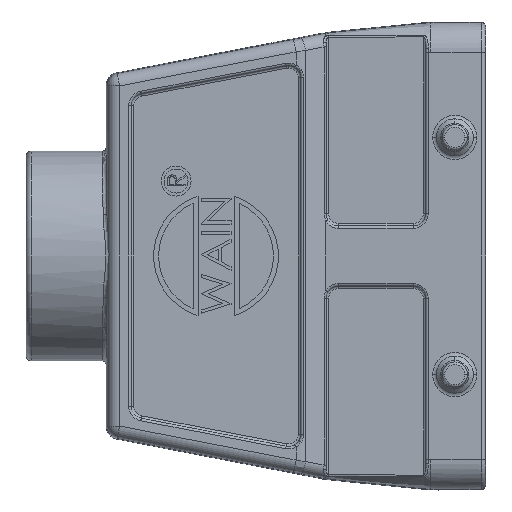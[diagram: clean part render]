
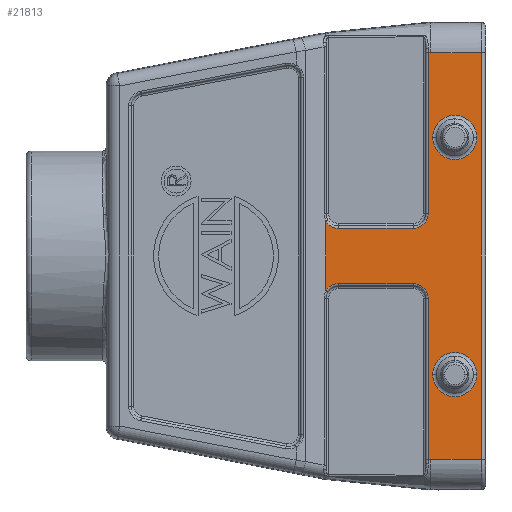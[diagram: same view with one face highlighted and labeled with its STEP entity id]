
A CAD part, left-side view. The second image highlights one B-rep face of the part: STEP entity #21813.
In plain terms, the highlighted planar face has unit normal (-1, 0, 0).
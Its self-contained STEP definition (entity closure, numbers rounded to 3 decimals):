
#4593=DIRECTION('',(0.,0.,1.));
#4594=VECTOR('',#4593,13.777);
#4595=CARTESIAN_POINT('',(-21.5,-22.585,-6.888));
#4596=LINE('',#4595,#4594);
#4619=CARTESIAN_POINT('',(-21.5,-48.385,-23.75));
#4620=DIRECTION('',(1.,0.,0.));
#4621=DIRECTION('',(0.,1.,0.));
#4622=AXIS2_PLACEMENT_3D('',#4619,#4620,#4621);
#4624=CARTESIAN_POINT('',(-21.5,-48.385,-23.75));
#4625=DIRECTION('',(1.,0.,0.));
#4626=DIRECTION('',(0.,-1.,0.));
#4627=AXIS2_PLACEMENT_3D('',#4624,#4625,#4626);
#4629=CARTESIAN_POINT('',(-21.5,-48.385,23.75));
#4630=DIRECTION('',(1.,0.,0.));
#4631=DIRECTION('',(0.,1.,0.));
#4632=AXIS2_PLACEMENT_3D('',#4629,#4630,#4631);
#4634=CARTESIAN_POINT('',(-21.5,-48.385,23.75));
#4635=DIRECTION('',(1.,0.,0.));
#4636=DIRECTION('',(0.,-1.,0.));
#4637=AXIS2_PLACEMENT_3D('',#4634,#4635,#4636);
#4639=DIRECTION('',(0.,0.,1.));
#4640=VECTOR('',#4639,81.424);
#4641=CARTESIAN_POINT('',(-21.5,-53.685,-40.712));
#4642=LINE('',#4641,#4640);
#4643=DIRECTION('',(0.,1.,0.));
#4644=VECTOR('',#4643,10.1);
#4645=CARTESIAN_POINT('',(-21.5,-53.685,-40.712));
#4646=LINE('',#4645,#4644);
#4647=DIRECTION('',(0.,-0.998,0.058));
#4648=VECTOR('',#4647,0.526);
#4649=CARTESIAN_POINT('',(-21.5,-43.059,-40.743));
#4650=LINE('',#4649,#4648);
#4651=CARTESIAN_POINT('',(-21.5,-40.085,-8.5));
#4652=DIRECTION('',(1.,0.,0.));
#4653=DIRECTION('',(0.,0.,1.));
#4654=AXIS2_PLACEMENT_3D('',#4651,#4652,#4653);
#4656=CARTESIAN_POINT('',(-21.5,-25.085,-8.5));
#4657=DIRECTION('',(1.,0.,0.));
#4658=DIRECTION('',(0.,0.84,0.542));
#4659=AXIS2_PLACEMENT_3D('',#4656,#4657,#4658);
#4661=CARTESIAN_POINT('',(-21.5,-25.085,8.5));
#4662=DIRECTION('',(1.,0.,0.));
#4663=DIRECTION('',(0.,0.,-1.));
#4664=AXIS2_PLACEMENT_3D('',#4661,#4662,#4663);
#4666=CARTESIAN_POINT('',(-21.5,-40.085,8.5));
#4667=DIRECTION('',(1.,0.,0.));
#4668=DIRECTION('',(0.,-1.,0.));
#4669=AXIS2_PLACEMENT_3D('',#4666,#4667,#4668);
#4671=DIRECTION('',(0.,0.998,0.058));
#4672=VECTOR('',#4671,0.526);
#4673=CARTESIAN_POINT('',(-21.5,-43.585,40.712));
#4674=LINE('',#4673,#4672);
#4922=DIRECTION('',(0.,1.,0.));
#4923=VECTOR('',#4922,10.1);
#4924=CARTESIAN_POINT('',(-21.5,-53.685,40.712));
#4925=LINE('',#4924,#4923);
#5206=DIRECTION('',(0.,-1.,0.));
#5207=VECTOR('',#5206,15.);
#5208=CARTESIAN_POINT('',(-21.5,-25.085,5.526));
#5209=LINE('',#5208,#5207);
#5229=DIRECTION('',(0.,0.,1.));
#5230=VECTOR('',#5229,32.243);
#5231=CARTESIAN_POINT('',(-21.5,-43.059,8.5));
#5232=LINE('',#5231,#5230);
#9190=DIRECTION('',(0.,0.,1.));
#9191=VECTOR('',#9190,32.243);
#9192=CARTESIAN_POINT('',(-21.5,-43.059,-40.743));
#9193=LINE('',#9192,#9191);
#9373=DIRECTION('',(0.,1.,0.));
#9374=VECTOR('',#9373,15.);
#9375=CARTESIAN_POINT('',(-21.5,-40.085,-5.526));
#9376=LINE('',#9375,#9374);
#10403=CARTESIAN_POINT('',(-21.5,-52.799,-23.75));
#10404=CARTESIAN_POINT('',(-21.5,-43.97,-23.75));
#10405=VERTEX_POINT('',#10403);
#10406=VERTEX_POINT('',#10404);
#10415=CARTESIAN_POINT('',(-21.5,-52.799,23.75));
#10416=CARTESIAN_POINT('',(-21.5,-43.97,23.75));
#10417=VERTEX_POINT('',#10415);
#10418=VERTEX_POINT('',#10416);
#10581=CARTESIAN_POINT('',(-21.5,-22.585,-6.888));
#10582=CARTESIAN_POINT('',(-21.5,-25.085,-5.526));
#10583=VERTEX_POINT('',#10581);
#10584=VERTEX_POINT('',#10582);
#10585=CARTESIAN_POINT('',(-21.5,-40.085,-5.526));
#10586=VERTEX_POINT('',#10585);
#10587=CARTESIAN_POINT('',(-21.5,-43.059,-8.5));
#10588=VERTEX_POINT('',#10587);
#10616=CARTESIAN_POINT('',(-21.5,-43.585,40.712));
#10617=CARTESIAN_POINT('',(-21.5,-43.059,40.743));
#10618=VERTEX_POINT('',#10616);
#10619=VERTEX_POINT('',#10617);
#10626=CARTESIAN_POINT('',(-21.5,-43.059,-40.743));
#10627=VERTEX_POINT('',#10626);
#10632=CARTESIAN_POINT('',(-21.5,-43.059,8.5));
#10633=VERTEX_POINT('',#10632);
#10634=CARTESIAN_POINT('',(-21.5,-40.085,5.526));
#10635=VERTEX_POINT('',#10634);
#10636=CARTESIAN_POINT('',(-21.5,-25.085,5.526));
#10637=VERTEX_POINT('',#10636);
#10638=CARTESIAN_POINT('',(-21.5,-22.585,6.888));
#10639=VERTEX_POINT('',#10638);
#10644=CARTESIAN_POINT('',(-21.5,-43.585,-40.712));
#10645=VERTEX_POINT('',#10644);
#11633=CARTESIAN_POINT('',(-21.5,-53.685,-40.712));
#11634=VERTEX_POINT('',#11633);
#11637=CARTESIAN_POINT('',(-21.5,-53.685,40.712));
#11638=VERTEX_POINT('',#11637);
#21768=CARTESIAN_POINT('',(-21.5,-43.585,-40.712));
#21769=DIRECTION('',(1.,0.,0.));
#21770=DIRECTION('',(0.,1.,0.));
#21771=AXIS2_PLACEMENT_3D('',#21768,#21769,#21770);
#21772=PLANE('',#21771);
#21774=ORIENTED_EDGE('',*,*,#21773,.F.);
#21776=ORIENTED_EDGE('',*,*,#21775,.T.);
#21777=ORIENTED_EDGE('',*,*,#21607,.F.);
#21779=ORIENTED_EDGE('',*,*,#21778,.T.);
#21781=ORIENTED_EDGE('',*,*,#21780,.F.);
#21783=ORIENTED_EDGE('',*,*,#21782,.T.);
#21785=ORIENTED_EDGE('',*,*,#21784,.F.);
#21786=ORIENTED_EDGE('',*,*,#21747,.T.);
#21788=ORIENTED_EDGE('',*,*,#21787,.F.);
#21790=ORIENTED_EDGE('',*,*,#21789,.T.);
#21792=ORIENTED_EDGE('',*,*,#21791,.F.);
#21794=ORIENTED_EDGE('',*,*,#21793,.T.);
#21796=ORIENTED_EDGE('',*,*,#21795,.F.);
#21798=ORIENTED_EDGE('',*,*,#21797,.F.);
#21799=EDGE_LOOP('',(#21774,#21776,#21777,#21779,#21781,#21783,#21785,#21786,
#21788,#21790,#21792,#21794,#21796,#21798));
#21800=FACE_OUTER_BOUND('',#21799,.F.);
#21802=ORIENTED_EDGE('',*,*,#21801,.F.);
#21804=ORIENTED_EDGE('',*,*,#21803,.F.);
#21805=EDGE_LOOP('',(#21802,#21804));
#21806=FACE_BOUND('',#21805,.F.);
#21808=ORIENTED_EDGE('',*,*,#21807,.F.);
#21810=ORIENTED_EDGE('',*,*,#21809,.F.);
#21811=EDGE_LOOP('',(#21808,#21810));
#21812=FACE_BOUND('',#21811,.F.);
#4623=CIRCLE('',#4622,4.414);
#4628=CIRCLE('',#4627,4.414);
#4633=CIRCLE('',#4632,4.414);
#4638=CIRCLE('',#4637,4.414);
#4655=CIRCLE('',#4654,2.974);
#4660=CIRCLE('',#4659,2.974);
#4665=CIRCLE('',#4664,2.974);
#4670=CIRCLE('',#4669,2.974);
#21607=EDGE_CURVE('',#10627,#10645,#4650,.T.);
#21747=EDGE_CURVE('',#10583,#10639,#4596,.T.);
#21773=EDGE_CURVE('',#11634,#11638,#4642,.T.);
#21775=EDGE_CURVE('',#11634,#10645,#4646,.T.);
#21778=EDGE_CURVE('',#10627,#10588,#9193,.T.);
#21780=EDGE_CURVE('',#10586,#10588,#4655,.T.);
#21782=EDGE_CURVE('',#10586,#10584,#9376,.T.);
#21784=EDGE_CURVE('',#10583,#10584,#4660,.T.);
#21787=EDGE_CURVE('',#10637,#10639,#4665,.T.);
#21789=EDGE_CURVE('',#10637,#10635,#5209,.T.);
#21791=EDGE_CURVE('',#10633,#10635,#4670,.T.);
#21793=EDGE_CURVE('',#10633,#10619,#5232,.T.);
#21795=EDGE_CURVE('',#10618,#10619,#4674,.T.);
#21797=EDGE_CURVE('',#11638,#10618,#4925,.T.);
#21801=EDGE_CURVE('',#10418,#10417,#4633,.T.);
#21803=EDGE_CURVE('',#10417,#10418,#4638,.T.);
#21807=EDGE_CURVE('',#10406,#10405,#4623,.T.);
#21809=EDGE_CURVE('',#10405,#10406,#4628,.T.);
#21813=ADVANCED_FACE('',(#21800,#21806,#21812),#21772,.F.);
